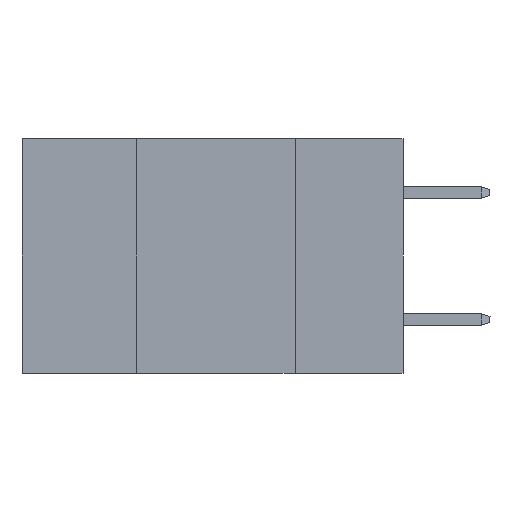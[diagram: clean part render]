
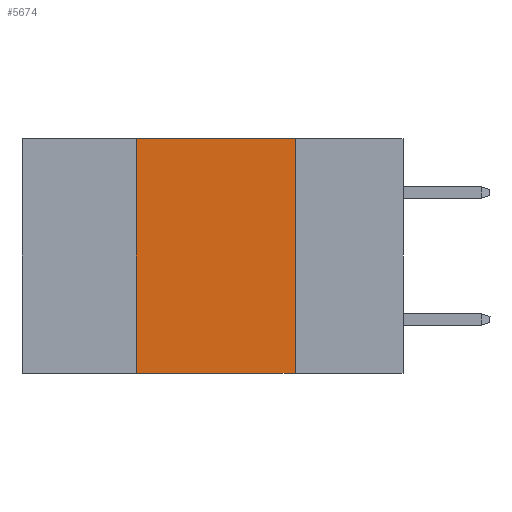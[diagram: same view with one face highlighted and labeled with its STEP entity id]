
A CAD part, left-side view. The second image highlights one B-rep face of the part: STEP entity #5674.
In plain terms, the highlighted planar face has unit normal (-1, 0, 0).
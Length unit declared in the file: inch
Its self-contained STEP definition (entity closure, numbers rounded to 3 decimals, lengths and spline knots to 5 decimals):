
#984 = LINE ( 'NONE', #3801, #2670 ) ;
#990 = VECTOR ( 'NONE', #3217, 39.37008 ) ;
#1207 = CARTESIAN_POINT ( 'NONE',  ( 0., 0.17, 0. ) ) ;
#1237 = EDGE_CURVE ( 'NONE', #4808, #7912, #984, .T. ) ;
#1839 = CARTESIAN_POINT ( 'NONE',  ( 0., 0.6, 0. ) ) ;
#1850 = FACE_OUTER_BOUND ( 'NONE', #2544, .T. ) ;
#1986 = VERTEX_POINT ( 'NONE', #8766 ) ;
#2487 = ORIENTED_EDGE ( 'NONE', *, *, #1237, .T. ) ;
#2544 = EDGE_LOOP ( 'NONE', ( #5139, #3057, #4049, #2487 ) ) ;
#2670 = VECTOR ( 'NONE', #8047, 39.37008 ) ;
#2855 = VECTOR ( 'NONE', #6108, 39.37008 ) ;
#3033 = LINE ( 'NONE', #8033, #3163 ) ;
#3057 = ORIENTED_EDGE ( 'NONE', *, *, #6052, .F. ) ;
#3100 = LINE ( 'NONE', #1839, #2855 ) ;
#3163 = VECTOR ( 'NONE', #4485, 39.37008 ) ;
#3217 = DIRECTION ( 'NONE',  ( 0., 0., -1. ) ) ;
#3801 = CARTESIAN_POINT ( 'NONE',  ( 0., 0.6, -0.37 ) ) ;
#3825 = DIRECTION ( 'NONE',  ( 1., 0., 0. ) ) ;
#4049 = ORIENTED_EDGE ( 'NONE', *, *, #7356, .F. ) ;
#4121 = VERTEX_POINT ( 'NONE', #4998 ) ;
#4485 = DIRECTION ( 'NONE',  ( 0., 0., 1. ) ) ;
#4568 = CARTESIAN_POINT ( 'NONE',  ( 0., 0.6, 0. ) ) ;
#4808 = VERTEX_POINT ( 'NONE', #7300 ) ;
#4998 = CARTESIAN_POINT ( 'NONE',  ( 0., 0.42, 0. ) ) ;
#5139 = ORIENTED_EDGE ( 'NONE', *, *, #8519, .F. ) ;
#5292 = CARTESIAN_POINT ( 'NONE',  ( 0., 0.17, -0.37 ) ) ;
#5674 = ADVANCED_FACE ( 'NONE', ( #1850 ), #8213, .F. ) ;
#6052 = EDGE_CURVE ( 'NONE', #4121, #1986, #3100, .T. ) ;
#6108 = DIRECTION ( 'NONE',  ( 0., -1., 0. ) ) ;
#6965 = AXIS2_PLACEMENT_3D ( 'NONE', #4568, #3825, #7470 ) ;
#7300 = CARTESIAN_POINT ( 'NONE',  ( 0., 0.42, -0.37 ) ) ;
#7356 = EDGE_CURVE ( 'NONE', #4808, #4121, #3033, .T. ) ;
#7470 = DIRECTION ( 'NONE',  ( 0., 0., -1. ) ) ;
#7912 = VERTEX_POINT ( 'NONE', #5292 ) ;
#8033 = CARTESIAN_POINT ( 'NONE',  ( 0., 0.42, 0. ) ) ;
#8047 = DIRECTION ( 'NONE',  ( 0., -1., 0. ) ) ;
#8213 = PLANE ( 'NONE',  #6965 ) ;
#8519 = EDGE_CURVE ( 'NONE', #1986, #7912, #8970, .T. ) ;
#8766 = CARTESIAN_POINT ( 'NONE',  ( 0., 0.17, 0. ) ) ;
#8970 = LINE ( 'NONE', #1207, #990 ) ;
